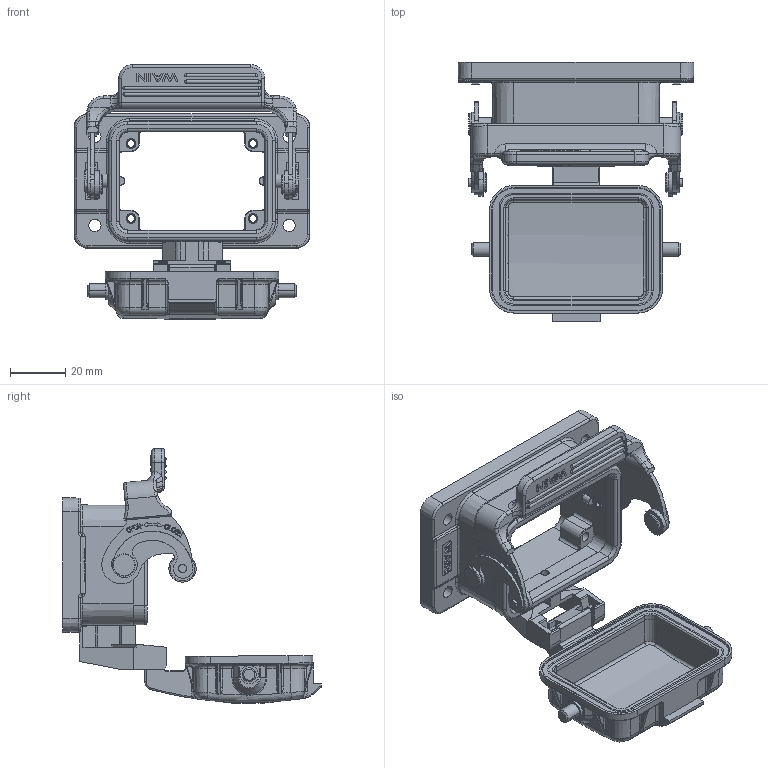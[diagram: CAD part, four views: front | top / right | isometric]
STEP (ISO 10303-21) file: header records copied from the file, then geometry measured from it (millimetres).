
FILE_DESCRIPTION((''),'2;1');
FILE_NAME('H6B-BK-1_2_1_1_1','2018-05-31T',('wl.kang'),(''),'PRO/ENGINEER BY PARAMETRIC TECHNOLOGY CORPORATION, 2014310','PRO/ENGINEER BY PARAMETRIC TECHNOLOGY CORPORATION, 2014310','');
FILE_SCHEMA(('CONFIG_CONTROL_DESIGN'));
Length unit declared in the file: millimetre
Products named in the file (1): H6B-BK-1_2_1_1_1
Bounding box: 85 x 93.3 x 91.85 mm (x, y, z)
Volume: 56662.7 mm3; surface area: 44923.9 mm2
Topology: 3 solids, 34 shells, 2170 faces, 5628 edges, 3531 vertices
Faces by surface type: plane 862, cylinder 510, extrusion 265, bspline 185, torus 163, cone 113, sphere 72
Entity records: 78254 total; most frequent: CARTESIAN_POINT 27690, ORIENTED_EDGE 11010, DIRECTION 9445, EDGE_CURVE 5543, VERTEX_POINT 3533, AXIS2_PLACEMENT_3D 3152, VECTOR 3141, LINE 2876
